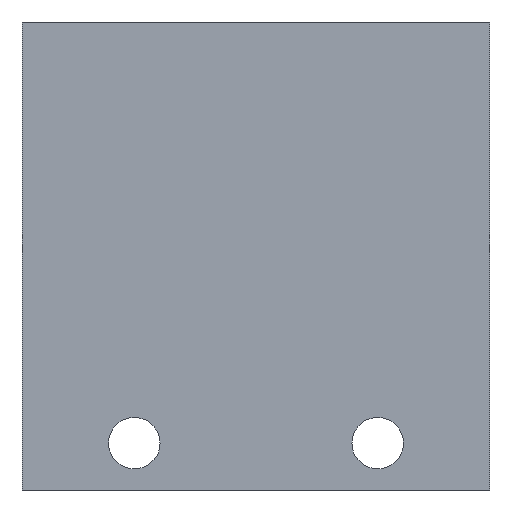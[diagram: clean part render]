
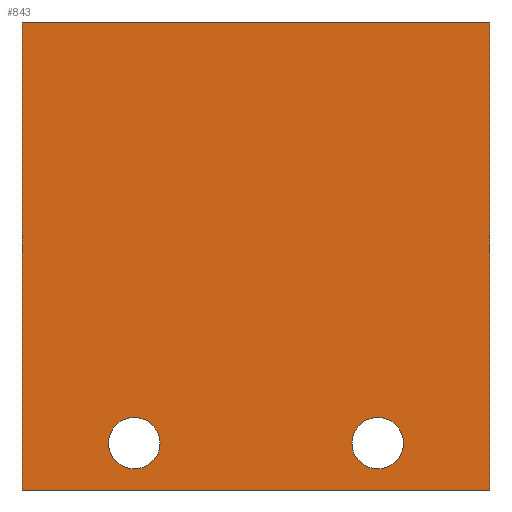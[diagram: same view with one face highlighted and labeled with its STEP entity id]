
A CAD part, front view. The second image highlights one B-rep face of the part: STEP entity #843.
In plain terms, the highlighted planar face has unit normal (0, -1, 0).
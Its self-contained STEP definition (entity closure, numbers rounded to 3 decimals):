
#27=FACE_BOUND('',#165,.T.);
#28=FACE_BOUND('',#166,.T.);
#61=PLANE('',#934);
#107=FACE_OUTER_BOUND('',#164,.T.);
#164=EDGE_LOOP('',(#774,#775,#776,#777));
#165=EDGE_LOOP('',(#778));
#166=EDGE_LOOP('',(#779));
#215=LINE('',#1296,#299);
#229=LINE('',#1333,#313);
#252=LINE('',#1409,#336);
#253=LINE('',#1411,#337);
#299=VECTOR('',#1040,10.);
#313=VECTOR('',#1072,10.);
#336=VECTOR('',#1169,10.);
#337=VECTOR('',#1172,10.);
#339=CIRCLE('',#862,2.75);
#341=CIRCLE('',#865,2.75);
#370=VERTEX_POINT('',#1181);
#372=VERTEX_POINT('',#1187);
#412=VERTEX_POINT('',#1292);
#413=VERTEX_POINT('',#1294);
#424=VERTEX_POINT('',#1326);
#427=VERTEX_POINT('',#1331);
#446=EDGE_CURVE('',#370,#370,#339,.T.);
#449=EDGE_CURVE('',#372,#372,#341,.T.);
#502=EDGE_CURVE('',#413,#412,#215,.T.);
#522=EDGE_CURVE('',#427,#424,#229,.T.);
#557=EDGE_CURVE('',#427,#412,#252,.T.);
#558=EDGE_CURVE('',#424,#413,#253,.T.);
#774=ORIENTED_EDGE('',*,*,#522,.F.);
#775=ORIENTED_EDGE('',*,*,#557,.T.);
#776=ORIENTED_EDGE('',*,*,#502,.F.);
#777=ORIENTED_EDGE('',*,*,#558,.F.);
#778=ORIENTED_EDGE('',*,*,#446,.T.);
#779=ORIENTED_EDGE('',*,*,#449,.T.);
#843=ADVANCED_FACE('',(#107,#27,#28),#61,.T.);
#862=AXIS2_PLACEMENT_3D('',#1183,#944,#945);
#865=AXIS2_PLACEMENT_3D('',#1189,#951,#952);
#934=AXIS2_PLACEMENT_3D('',#1410,#1170,#1171);
#944=DIRECTION('center_axis',(0.,1.,0.));
#945=DIRECTION('ref_axis',(0.,0.,1.));
#951=DIRECTION('center_axis',(0.,1.,0.));
#952=DIRECTION('ref_axis',(0.,0.,1.));
#1040=DIRECTION('',(-1.,0.,0.));
#1072=DIRECTION('',(1.,0.,0.));
#1169=DIRECTION('',(0.,0.,-1.));
#1170=DIRECTION('center_axis',(0.,-1.,0.));
#1171=DIRECTION('ref_axis',(-1.,0.,0.));
#1172=DIRECTION('',(0.,0.,-1.));
#1181=CARTESIAN_POINT('',(88.,-23.5,-47.75));
#1183=CARTESIAN_POINT('Origin',(88.,-23.5,-45.));
#1187=CARTESIAN_POINT('',(62.,-23.5,-47.75));
#1189=CARTESIAN_POINT('Origin',(62.,-23.5,-45.));
#1292=CARTESIAN_POINT('',(50.,-23.5,-50.));
#1294=CARTESIAN_POINT('',(100.,-23.5,-50.));
#1296=CARTESIAN_POINT('',(100.,-23.5,-50.));
#1326=CARTESIAN_POINT('',(100.,-23.5,0.));
#1331=CARTESIAN_POINT('',(50.,-23.5,0.));
#1333=CARTESIAN_POINT('',(50.,-23.5,0.));
#1409=CARTESIAN_POINT('',(50.,-23.5,0.));
#1410=CARTESIAN_POINT('Origin',(100.,-23.5,0.));
#1411=CARTESIAN_POINT('',(100.,-23.5,0.));
